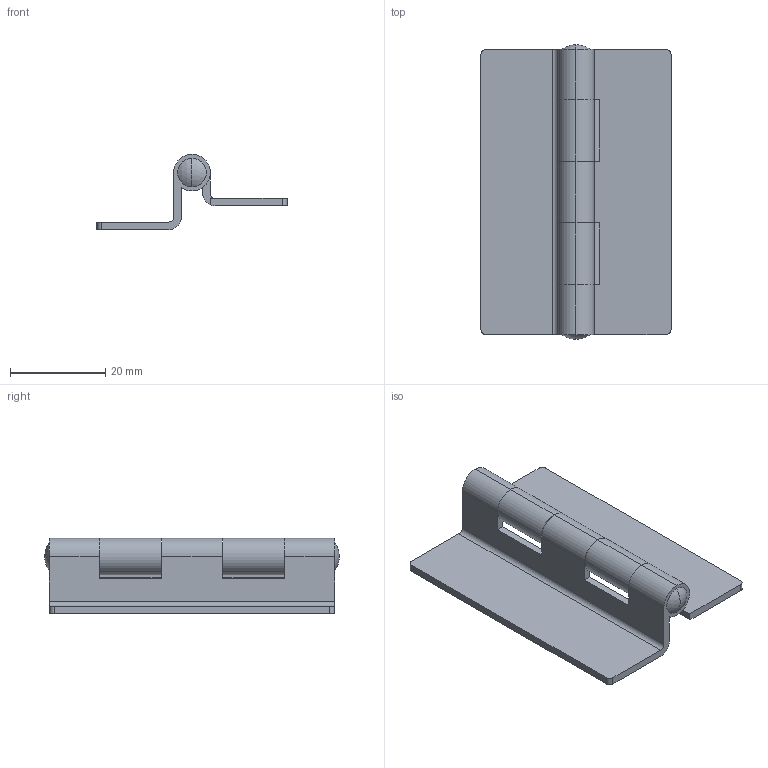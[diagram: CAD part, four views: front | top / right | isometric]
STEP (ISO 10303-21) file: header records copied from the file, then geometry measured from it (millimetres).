
FILE_DESCRIPTION (( 'STEP AP203' ), '1' );
FILE_NAME ('B-28-1.STEP', '2008-11-10T05:09:34', ( ' ' ), ( ' ' ), 'SwSTEP 2.0', 'SolidWorks 2007', '' );
FILE_SCHEMA (( 'CONFIG_CONTROL_DESIGN' ));
Length unit declared in the file: millimetre
Products named in the file (4): B-28-1; B-28-1僸儞僕A__棉太倌; B-28-1僸儞僕B__棉太倌; B-28-1幉__棉太倌
Assembly tree (3 placements, depth 2):
  B-28-1
    B-28-1僸儞僕A__棉太倌
    B-28-1僸儞僕B__棉太倌
    B-28-1幉__棉太倌
Bounding box: 40 x 62 x 15.85 mm (x, y, z)
Volume: 6849.1 mm3; surface area: 8887.4 mm2
Topology: 3 solids, 3 shells, 71 faces, 191 edges, 128 vertices
Faces by surface type: cylinder 36, plane 31, sphere 4
Entity records: 2699 total; most frequent: DIRECTION 429, CARTESIAN_POINT 396, ORIENTED_EDGE 382, EDGE_CURVE 191, AXIS2_PLACEMENT_3D 161, VERTEX_POINT 128, VECTOR 107, LINE 107
